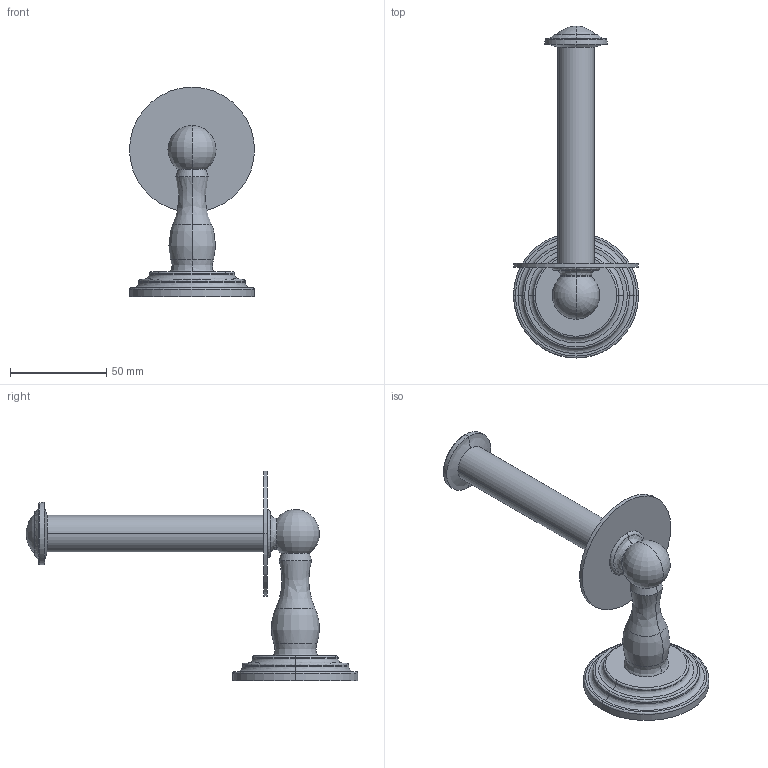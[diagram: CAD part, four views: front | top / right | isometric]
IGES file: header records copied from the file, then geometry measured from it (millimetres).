
Start section:  PTC IGES file: 1107.igs
Global section: file name: 1107.igs; native system: Creo Parametric by PTC Inc.; preprocessor: 2018400; author: Jinson; organization: Unknown; date: 20210812.113712; units: inch
Bounding box: 65.02 x 172.52 x 109 mm (x, y, z)
Volume: 101477.4 mm3; surface area: 28061.2 mm2
Topology: 1 solids, 1 shells, 56 faces, 117 edges, 66 vertices
Faces by surface type: revolution 48, bspline 8
